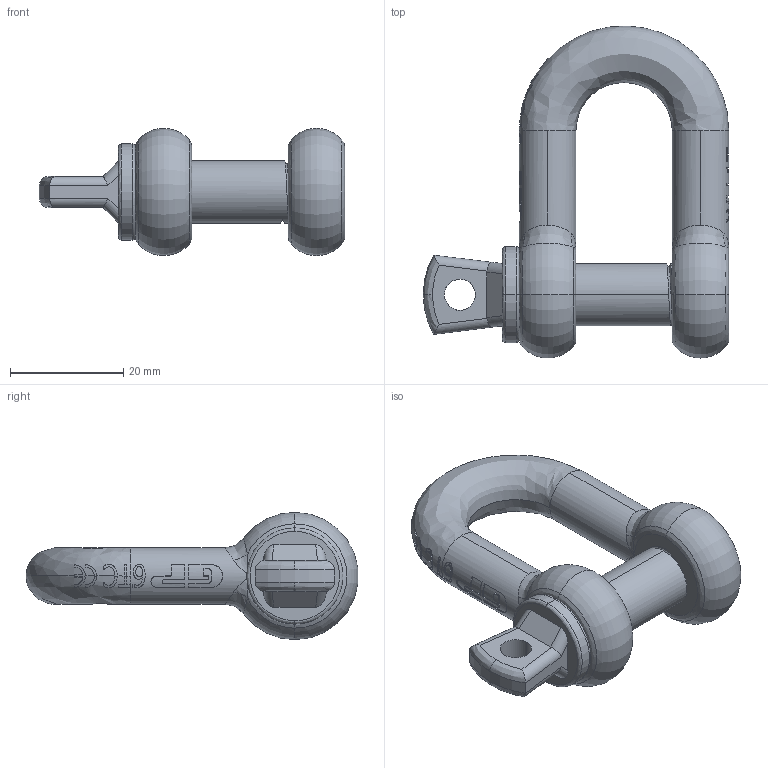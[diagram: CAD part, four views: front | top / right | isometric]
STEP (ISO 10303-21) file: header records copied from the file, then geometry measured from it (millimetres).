
FILE_DESCRIPTION (( 'STEP AP203' ), '1' );
FILE_NAME ('GPGDBB10.step', '2009-08-07T11:48:27', ( '.' ), ( '.' ), 'SwSTEP 2.0', 'SolidWorks 2009', '' );
FILE_SCHEMA (( 'CONFIG_CONTROL_DESIGN' ));
Length unit declared in the file: millimetre
Products named in the file (3): 1_2; GPGDBB10; 1_1
Assembly tree (2 placements, depth 2):
  GPGDBB10
    1_2
    1_1
Bounding box: 54 x 58.66 x 22.5 mm (x, y, z)
Volume: 16229.5 mm3; surface area: 7869.7 mm2
Topology: 2 solids, 2 shells, 272 faces, 777 edges, 508 vertices
Faces by surface type: plane 98, bspline 92, cylinder 70, torus 8, cone 4
Entity records: 18186 total; most frequent: CARTESIAN_POINT 11735, ORIENTED_EDGE 1530, DIRECTION 929, EDGE_CURVE 765, VERTEX_POINT 508, AXIS2_PLACEMENT_3D 327, B_SPLINE_CURVE_WITH_KNOTS 312, EDGE_LOOP 289
